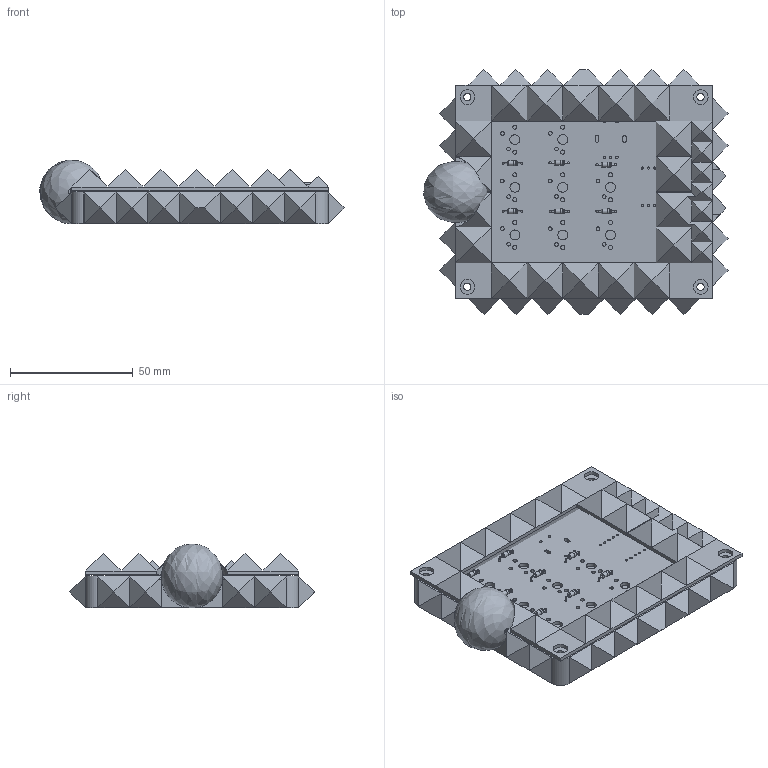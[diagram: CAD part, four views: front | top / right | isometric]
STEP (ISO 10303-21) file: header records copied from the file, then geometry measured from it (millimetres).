
FILE_DESCRIPTION(/* description */ (''),/* implementation_level */ '2;1');
FILE_NAME(/* name */ 'FULL MODEL.step',/* time_stamp */ '2025-08-07T20:21:54+01:00',/* author */ (''),/* organization */ (''),/* preprocessor_version */ 'ST-DEVELOPER v20.1',/* originating_system */ 'Autodesk Translation Framework v14.10.0.0',/* authorisation */ '');
FILE_SCHEMA (('AUTOMOTIVE_DESIGN { 1 0 10303 214 3 1 1 }'));
Length unit declared in the file: millimetre
Products named in the file (37): 2025-07-31-04-10-59-237; Porcupad 1; Porcupad_PCB; D_DO-35_SOD27_P7.62mm_Horizontal; 2025-07-31-04-18-57-910; Part 6; Part 4; Part 5; Part 1; Part 2; Part 7; Part 3; 2025-07-31-04-20-08-512; Part 20; Part 14; Part 24; Part 2_1; Part 6_1; Part 15; Part 23; Part 1_1; Part 7_1; Part 16; Part 8; Part 17; Part 9; Part 18; Part 10; Part 12; Part 4_1; Part 22; Part 19; Part 11; Part 13; Part 3_1; Part 5_1; Part 21
Assembly tree (43 placements, depth 3):
  2025-07-31-04-10-59-237
    Porcupad 1
      D_DO-35_SOD27_P7.62mm_Horizontal  x8
      Porcupad_PCB
    2025-07-31-04-18-57-910
      Part 6
      Part 4
      Part 5
      Part 1
      Part 2
      Part 7
      Part 3
    2025-07-31-04-20-08-512
      Part 20
      Part 14
      Part 24
      Part 2_1
      Part 6_1
      Part 15
      Part 23
      Part 1_1
      Part 7_1
      Part 16
      Part 8
      Part 17
      Part 9
      Part 18
      Part 10
      Part 12
      Part 4_1
      Part 22
      Part 19
      Part 11
      Part 13
      Part 3_1
      Part 5_1
      Part 21
Bounding box: 123.82 x 99.67 x 25.96 mm (x, y, z)
Volume: 104865.3 mm3; surface area: 56872.6 mm2
Topology: 22 solids, 22 shells, 480 faces, 1013 edges, 593 vertices
Faces by surface type: plane 298, cylinder 146, torus 32, cone 2, bspline 2
Full cylindrical faces by diameter (mm): 0.5 x24, 0.8 x16, 0.889 x14, 1 x5, 1.5 x16, 1.7 x16, 2 x16, 2.02 x8, 3 x4, 4 x8, 6 x8
Entity records: 11552 total; most frequent: DIRECTION 1941, CARTESIAN_POINT 1859, ORIENTED_EDGE 1630, EDGE_CURVE 815, AXIS2_PLACEMENT_3D 683, LINE 575, VECTOR 575, EDGE_LOOP 544
